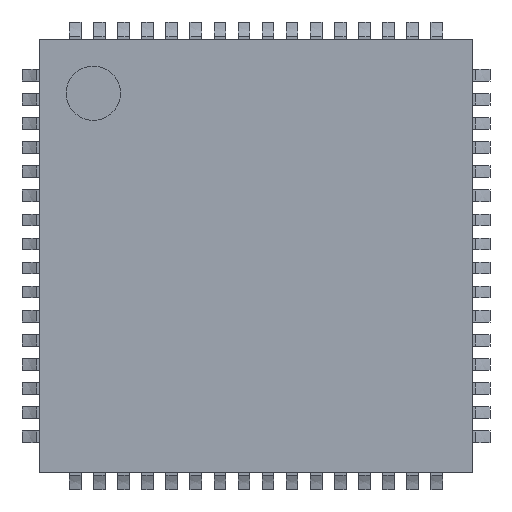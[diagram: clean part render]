
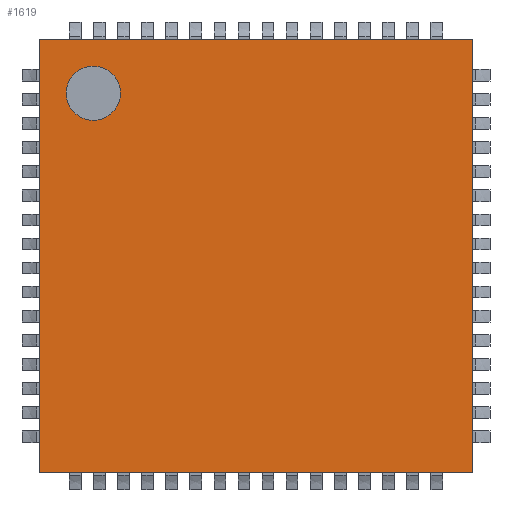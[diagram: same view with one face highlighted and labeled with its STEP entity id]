
A CAD part, top view. The second image highlights one B-rep face of the part: STEP entity #1619.
In plain terms, the highlighted planar face has unit normal (0, 0, 1).
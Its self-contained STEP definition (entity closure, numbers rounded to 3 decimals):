
#1619=ADVANCED_FACE('',(#5517,#5519),#5521,.T.);
#5517=FACE_BOUND('',#5518,.T.);
#5518=EDGE_LOOP('',(#10477,#10478,#10479,#10480));
#5519=FACE_BOUND('',#5520,.T.);
#5520=EDGE_LOOP('',(#10481));
#5521=PLANE('',#5522);
#5522=AXIS2_PLACEMENT_3D('',#5523,#5524,#5525);
#5523=CARTESIAN_POINT('',(-4.5,-4.5,0.9));
#5524=DIRECTION('',(0.,0.,1.));
#5525=DIRECTION('',(1.,0.,0.));
#10477=ORIENTED_EDGE('',*,*,#13401,.F.);
#10478=ORIENTED_EDGE('',*,*,#13406,.T.);
#10479=ORIENTED_EDGE('',*,*,#13408,.T.);
#10480=ORIENTED_EDGE('',*,*,#13409,.F.);
#10481=ORIENTED_EDGE('',*,*,#13410,.F.);
#13401=EDGE_CURVE('',#14771,#14772,#14773,.T.);
#13406=EDGE_CURVE('',#14771,#14780,#14782,.T.);
#13408=EDGE_CURVE('',#14780,#14784,#14785,.T.);
#13409=EDGE_CURVE('',#14772,#14784,#14786,.T.);
#13410=EDGE_CURVE('',#14787,#14787,#14788,.T.);
#14771=VERTEX_POINT('',#17055);
#14772=VERTEX_POINT('',#17056);
#14773=LINE('',#17057,#17058);
#14780=VERTEX_POINT('',#17072);
#14782=LINE('',#17076,#17077);
#14784=VERTEX_POINT('',#17082);
#14785=LINE('',#17083,#17084);
#14786=LINE('',#17086,#17087);
#14787=VERTEX_POINT('',#17089);
#14788=CIRCLE('',#17090,0.563);
#17055=CARTESIAN_POINT('',(-4.5,-4.5,0.9));
#17056=CARTESIAN_POINT('',(-4.5,4.5,0.9));
#17057=CARTESIAN_POINT('',(-4.5,-4.5,0.9));
#17058=VECTOR('',#17059,1.);
#17059=DIRECTION('',(0.,1.,0.));
#17072=CARTESIAN_POINT('',(4.5,-4.5,0.9));
#17076=CARTESIAN_POINT('',(-4.5,-4.5,0.9));
#17077=VECTOR('',#17078,1.);
#17078=DIRECTION('',(1.,0.,0.));
#17082=CARTESIAN_POINT('',(4.5,4.5,0.9));
#17083=CARTESIAN_POINT('',(4.5,-4.5,0.9));
#17084=VECTOR('',#17085,1.);
#17085=DIRECTION('',(0.,1.,0.));
#17086=CARTESIAN_POINT('',(-4.5,4.5,0.9));
#17087=VECTOR('',#17088,1.);
#17088=DIRECTION('',(1.,0.,0.));
#17089=CARTESIAN_POINT('',(-2.813,3.375,0.9));
#17090=AXIS2_PLACEMENT_3D('',#17091,#17092,#17093);
#17091=CARTESIAN_POINT('',(-3.375,3.375,0.9));
#17092=DIRECTION('',(0.,0.,1.));
#17093=DIRECTION('',(1.,0.,0.));
